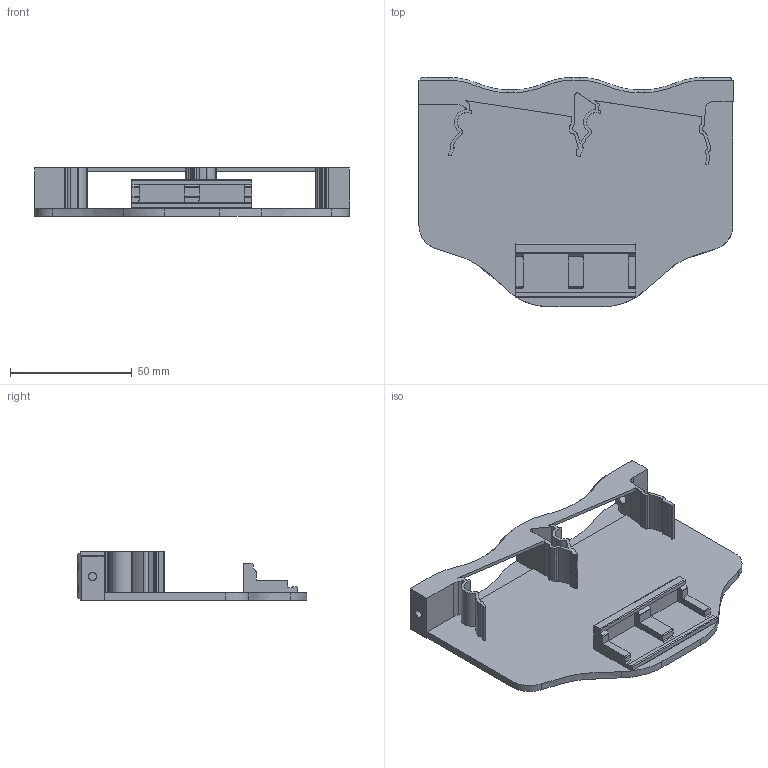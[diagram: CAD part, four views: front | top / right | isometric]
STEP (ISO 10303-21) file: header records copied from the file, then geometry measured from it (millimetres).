
FILE_DESCRIPTION(/* description */ (''),/* implementation_level */ '2;1');
FILE_NAME(/* name */ 'Nevermore_RLF35-v4 Naked with triple Wagos v5.step',/* time_stamp */ '2021-10-09T07:28:41+11:00',/* author */ (''),/* organization */ (''),/* preprocessor_version */ 'ST-DEVELOPER v18.1',/* originating_system */ 'Autodesk Translation Framework v10.10.0.1391',/* authorisation */ '');
FILE_SCHEMA (('AUTOMOTIVE_DESIGN { 1 0 10303 214 3 1 1 }'));
Length unit declared in the file: millimetre
Products named in the file (2): Nevermore_RLF35-v4 Naked with triple Wagos; Component3
Assembly tree (1 placements, depth 2):
  Nevermore_RLF35-v4 Naked with triple Wagos
    Component3
Bounding box: 130 x 94.3 x 20 mm (x, y, z)
Volume: 42976.7 mm3; surface area: 32519.4 mm2
Topology: 1 solids, 1 shells, 320 faces, 896 edges, 577 vertices
Faces by surface type: plane 144, cylinder 123, bspline 21, cone 19, sphere 8, torus 5
Full cylindrical faces by diameter (mm): 3.2 x2, 6 x2, 6.18 x4
Entity records: 11827 total; most frequent: CARTESIAN_POINT 3425, ORIENTED_EDGE 1792, DIRECTION 1748, EDGE_CURVE 896, AXIS2_PLACEMENT_3D 605, VERTEX_POINT 577, LINE 538, VECTOR 538
